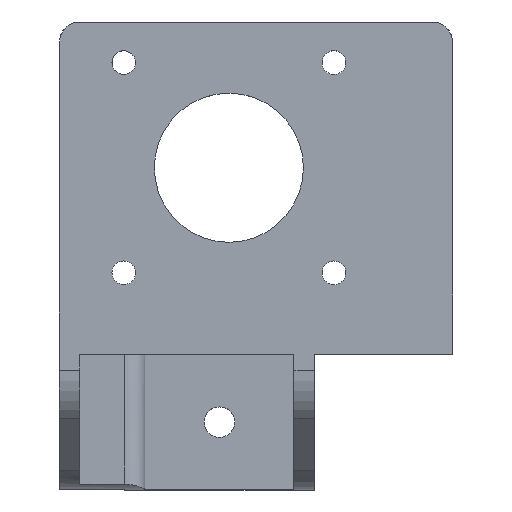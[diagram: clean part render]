
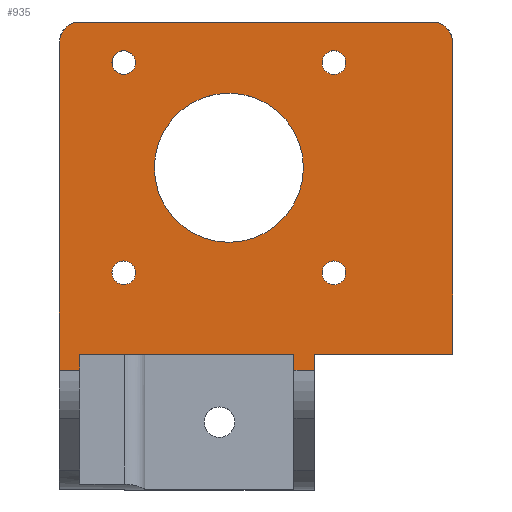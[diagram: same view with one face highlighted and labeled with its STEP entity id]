
A CAD part, top view. The second image highlights one B-rep face of the part: STEP entity #935.
In plain terms, the highlighted planar face has unit normal (0, 0, 1).
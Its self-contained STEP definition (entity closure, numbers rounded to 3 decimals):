
#24=FACE_BOUND('',#127,.T.);
#25=FACE_BOUND('',#128,.T.);
#26=FACE_BOUND('',#129,.T.);
#27=FACE_BOUND('',#130,.T.);
#28=FACE_BOUND('',#131,.T.);
#37=PLANE('',#1035);
#71=FACE_OUTER_BOUND('',#126,.T.);
#126=EDGE_LOOP('',(#722,#723,#724,#725,#726,#727,#728,#729,#730,#731,#732,
#733));
#127=EDGE_LOOP('',(#734));
#128=EDGE_LOOP('',(#735));
#129=EDGE_LOOP('',(#736));
#130=EDGE_LOOP('',(#737));
#131=EDGE_LOOP('',(#738));
#179=CIRCLE('',#1010,3.);
#193=CIRCLE('',#1028,3.);
#198=CIRCLE('',#1036,11.);
#199=CIRCLE('',#1037,1.75);
#200=CIRCLE('',#1038,1.75);
#201=CIRCLE('',#1039,1.75);
#202=CIRCLE('',#1040,1.75);
#227=LINE('',#1427,#311);
#249=LINE('',#1529,#333);
#254=LINE('',#1556,#338);
#255=LINE('',#1558,#339);
#256=LINE('',#1560,#340);
#257=LINE('',#1562,#341);
#258=LINE('',#1564,#342);
#259=LINE('',#1566,#343);
#260=LINE('',#1567,#344);
#261=LINE('',#1568,#345);
#311=VECTOR('',#1123,10.);
#333=VECTOR('',#1201,10.);
#338=VECTOR('',#1222,10.);
#339=VECTOR('',#1225,10.);
#340=VECTOR('',#1226,10.);
#341=VECTOR('',#1227,10.);
#342=VECTOR('',#1228,10.);
#343=VECTOR('',#1229,10.);
#344=VECTOR('',#1230,10.);
#345=VECTOR('',#1231,10.);
#407=VERTEX_POINT('',#1424);
#408=VERTEX_POINT('',#1426);
#426=VERTEX_POINT('',#1477);
#427=VERTEX_POINT('',#1478);
#446=VERTEX_POINT('',#1528);
#447=VERTEX_POINT('',#1532);
#451=VERTEX_POINT('',#1549);
#454=VERTEX_POINT('',#1554);
#455=VERTEX_POINT('',#1559);
#456=VERTEX_POINT('',#1561);
#457=VERTEX_POINT('',#1563);
#458=VERTEX_POINT('',#1565);
#459=VERTEX_POINT('',#1569);
#460=VERTEX_POINT('',#1571);
#461=VERTEX_POINT('',#1573);
#462=VERTEX_POINT('',#1575);
#463=VERTEX_POINT('',#1577);
#505=EDGE_CURVE('',#407,#408,#227,.T.);
#527=EDGE_CURVE('',#426,#427,#179,.T.);
#550=EDGE_CURVE('',#427,#446,#249,.T.);
#552=EDGE_CURVE('',#446,#447,#193,.T.);
#561=EDGE_CURVE('',#454,#451,#254,.T.);
#562=EDGE_CURVE('',#426,#451,#255,.T.);
#563=EDGE_CURVE('',#455,#454,#256,.T.);
#564=EDGE_CURVE('',#456,#455,#257,.T.);
#565=EDGE_CURVE('',#456,#457,#258,.T.);
#566=EDGE_CURVE('',#458,#457,#259,.T.);
#567=EDGE_CURVE('',#408,#458,#260,.T.);
#568=EDGE_CURVE('',#407,#447,#261,.T.);
#569=EDGE_CURVE('',#459,#459,#198,.T.);
#570=EDGE_CURVE('',#460,#460,#199,.T.);
#571=EDGE_CURVE('',#461,#461,#200,.T.);
#572=EDGE_CURVE('',#462,#462,#201,.T.);
#573=EDGE_CURVE('',#463,#463,#202,.T.);
#722=ORIENTED_EDGE('',*,*,#527,.F.);
#723=ORIENTED_EDGE('',*,*,#562,.T.);
#724=ORIENTED_EDGE('',*,*,#561,.F.);
#725=ORIENTED_EDGE('',*,*,#563,.F.);
#726=ORIENTED_EDGE('',*,*,#564,.F.);
#727=ORIENTED_EDGE('',*,*,#565,.T.);
#728=ORIENTED_EDGE('',*,*,#566,.F.);
#729=ORIENTED_EDGE('',*,*,#567,.F.);
#730=ORIENTED_EDGE('',*,*,#505,.F.);
#731=ORIENTED_EDGE('',*,*,#568,.T.);
#732=ORIENTED_EDGE('',*,*,#552,.F.);
#733=ORIENTED_EDGE('',*,*,#550,.F.);
#734=ORIENTED_EDGE('',*,*,#569,.T.);
#735=ORIENTED_EDGE('',*,*,#570,.T.);
#736=ORIENTED_EDGE('',*,*,#571,.T.);
#737=ORIENTED_EDGE('',*,*,#572,.T.);
#738=ORIENTED_EDGE('',*,*,#573,.T.);
#935=ADVANCED_FACE('',(#71,#24,#25,#26,#27,#28),#37,.T.);
#1010=AXIS2_PLACEMENT_3D('',#1479,#1159,#1160);
#1028=AXIS2_PLACEMENT_3D('',#1533,#1205,#1206);
#1035=AXIS2_PLACEMENT_3D('',#1557,#1223,#1224);
#1036=AXIS2_PLACEMENT_3D('',#1570,#1232,#1233);
#1037=AXIS2_PLACEMENT_3D('',#1572,#1234,#1235);
#1038=AXIS2_PLACEMENT_3D('',#1574,#1236,#1237);
#1039=AXIS2_PLACEMENT_3D('',#1576,#1238,#1239);
#1040=AXIS2_PLACEMENT_3D('',#1578,#1240,#1241);
#1123=DIRECTION('',(-1.,0.,0.));
#1159=DIRECTION('center_axis',(0.,0.,-1.));
#1160=DIRECTION('ref_axis',(-0.707,0.707,0.));
#1201=DIRECTION('',(1.,0.,0.));
#1205=DIRECTION('center_axis',(0.,0.,-1.));
#1206=DIRECTION('ref_axis',(0.707,0.707,0.));
#1222=DIRECTION('',(-1.,0.,0.));
#1223=DIRECTION('center_axis',(0.,0.,1.));
#1224=DIRECTION('ref_axis',(1.,0.,0.));
#1225=DIRECTION('',(0.,-1.,0.));
#1226=DIRECTION('',(0.,-1.,0.));
#1227=DIRECTION('',(-1.,0.,0.));
#1228=DIRECTION('',(0.,-1.,0.));
#1229=DIRECTION('',(-1.,0.,0.));
#1230=DIRECTION('',(0.,-1.,0.));
#1231=DIRECTION('',(0.,1.,0.));
#1232=DIRECTION('center_axis',(0.,0.,-1.));
#1233=DIRECTION('ref_axis',(1.,0.,0.));
#1234=DIRECTION('center_axis',(0.,0.,-1.));
#1235=DIRECTION('ref_axis',(-1.,0.,0.));
#1236=DIRECTION('center_axis',(0.,0.,-1.));
#1237=DIRECTION('ref_axis',(-1.,0.,0.));
#1238=DIRECTION('center_axis',(0.,0.,-1.));
#1239=DIRECTION('ref_axis',(-1.,0.,0.));
#1240=DIRECTION('center_axis',(0.,0.,-1.));
#1241=DIRECTION('ref_axis',(-1.,0.,0.));
#1424=CARTESIAN_POINT('',(29.,0.,21.5));
#1426=CARTESIAN_POINT('',(8.6,0.,21.5));
#1427=CARTESIAN_POINT('',(29.,0.,21.5));
#1477=CARTESIAN_POINT('',(-29.,46.,21.5));
#1478=CARTESIAN_POINT('',(-26.,49.,21.5));
#1479=CARTESIAN_POINT('Origin',(-26.,46.,21.5));
#1528=CARTESIAN_POINT('',(26.,49.,21.5));
#1529=CARTESIAN_POINT('',(-29.,49.,21.5));
#1532=CARTESIAN_POINT('',(29.,46.,21.5));
#1533=CARTESIAN_POINT('Origin',(26.,46.,21.5));
#1549=CARTESIAN_POINT('',(-29.,-2.358,21.5));
#1554=CARTESIAN_POINT('',(-26.,-2.358,21.5));
#1556=CARTESIAN_POINT('',(-28.625,-2.358,21.5));
#1557=CARTESIAN_POINT('Origin',(-29.,0.,21.5));
#1558=CARTESIAN_POINT('',(-29.,0.,21.5));
#1559=CARTESIAN_POINT('',(-26.,0.,21.5));
#1560=CARTESIAN_POINT('',(-26.,0.,21.5));
#1561=CARTESIAN_POINT('',(5.6,0.,21.5));
#1562=CARTESIAN_POINT('',(29.,0.,21.5));
#1563=CARTESIAN_POINT('',(5.6,-2.358,21.5));
#1564=CARTESIAN_POINT('',(5.6,0.,21.5));
#1565=CARTESIAN_POINT('',(8.6,-2.358,21.5));
#1566=CARTESIAN_POINT('',(-28.625,-2.358,21.5));
#1567=CARTESIAN_POINT('',(8.6,0.,21.5));
#1568=CARTESIAN_POINT('',(29.,0.,21.5));
#1569=CARTESIAN_POINT('',(-15.,27.5,21.5));
#1570=CARTESIAN_POINT('Origin',(-4.,27.5,21.5));
#1571=CARTESIAN_POINT('',(-17.75,43.,21.5));
#1572=CARTESIAN_POINT('Origin',(-19.5,43.,21.5));
#1573=CARTESIAN_POINT('',(13.25,12.,21.5));
#1574=CARTESIAN_POINT('Origin',(11.5,12.,21.5));
#1575=CARTESIAN_POINT('',(-17.75,12.,21.5));
#1576=CARTESIAN_POINT('Origin',(-19.5,12.,21.5));
#1577=CARTESIAN_POINT('',(13.25,43.,21.5));
#1578=CARTESIAN_POINT('Origin',(11.5,43.,21.5));
